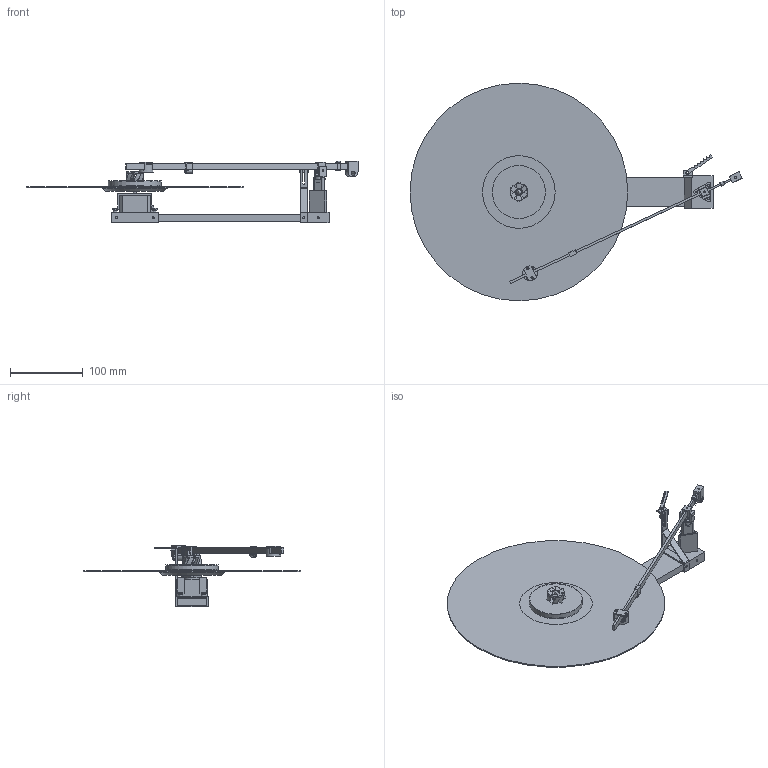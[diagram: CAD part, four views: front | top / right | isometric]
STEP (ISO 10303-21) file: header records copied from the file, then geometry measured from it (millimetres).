
FILE_DESCRIPTION(/* description */ (''),/* implementation_level */ '2;1');
FILE_NAME(/* name */ 'Turntable complete assembly.step',/* time_stamp */ '2020-09-19T11:30:47+02:00',/* author */ (''),/* organization */ (''),/* preprocessor_version */ 'ST-DEVELOPER v18.1',/* originating_system */ 'Autodesk Translation Framework v9.3.0.1241',/* authorisation */ '');
FILE_SCHEMA (('AUTOMOTIVE_DESIGN { 1 0 10303 214 3 1 1 }'));
Length unit declared in the file: millimetre
Products named in the file (23): Turntable complete assembly; tonearm; tonearm pivot pitch; tonearm pivot yaw; beam; head; counterweight; cable clip horizontal; frame; ball bearing; wood base; motor mount; motor; platter; pivot base upper; pivot base lower; antiskate; stand; slider; swivel; clip; record; record weight
Assembly tree (22 placements, depth 3):
  Turntable complete assembly
    tonearm
      tonearm pivot pitch
      tonearm pivot yaw
      beam
      head
      counterweight
      cable clip horizontal
    frame
      ball bearing
      wood base
      motor mount
      motor
      platter
      pivot base upper
      pivot base lower
    antiskate
      stand
      slider
      swivel
      clip
    record
    record weight
Bounding box: 457.38 x 300 x 85.26 mm (x, y, z)
Volume: 364380.2 mm3; surface area: 267540.5 mm2
Topology: 23 solids, 24 shells, 387 faces, 948 edges, 617 vertices
Faces by surface type: plane 242, cylinder 98, bspline 43, cone 3, torus 1
Full cylindrical faces by diameter (mm): 2 x4, 2.7 x15, 2.8 x2, 3 x4, 3.2 x11, 4 x1, 5 x6, 5.2 x2, 6 x1, 7 x2, 8 x2, 9 x1, 10 x1, 11 x1, 14 x1, 20 x1, 22 x2, 71 x1, 73 x1, 100 x2, 300 x1
Entity records: 31571 total; most frequent: CARTESIAN_POINT 21637, ORIENTED_EDGE 1894, DIRECTION 1831, EDGE_CURVE 947, VERTEX_POINT 617, LINE 615, VECTOR 615, AXIS2_PLACEMENT_3D 608
